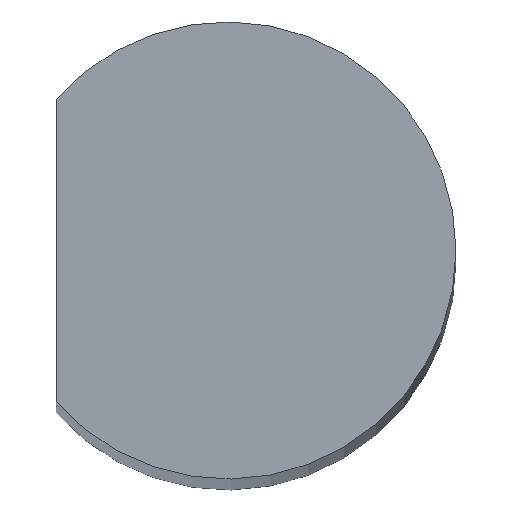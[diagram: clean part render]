
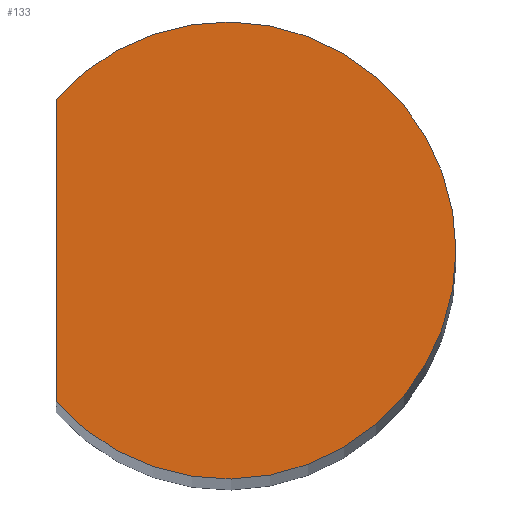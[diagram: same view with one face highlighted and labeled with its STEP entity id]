
A CAD part, top view. The second image highlights one B-rep face of the part: STEP entity #133.
In plain terms, the highlighted planar face has unit normal (0, 0, 1).
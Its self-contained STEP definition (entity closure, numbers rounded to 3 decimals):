
#63=CARTESIAN_POINT('Vertex',(-3.,2.646,110.)) ;
#77=CARTESIAN_POINT('Vertex',(-3.,-2.646,110.)) ;
#80=CARTESIAN_POINT('Line Origine',(-3.,0.,110.)) ;
#102=CARTESIAN_POINT('Axis2P3D Location',(0.,0.,110.)) ;
#124=CARTESIAN_POINT('Axis2P3D Location',(0.,0.,110.)) ;
#81=DIRECTION('Vector Direction',(0.,-1.,0.)) ;
#103=DIRECTION('Axis2P3D Direction',(0.,0.,1.)) ;
#125=DIRECTION('Axis2P3D Direction',(0.,0.,1.)) ;
#126=DIRECTION('Axis2P3D XDirection',(1.,0.,0.)) ;
#104=AXIS2_PLACEMENT_3D('Circle Axis2P3D',#102,#103,$) ;
#127=AXIS2_PLACEMENT_3D('Plane Axis2P3D',#124,#125,#126) ;
#130=ORIENTED_EDGE('',*,*,#84,.T.) ;
#131=ORIENTED_EDGE('',*,*,#106,.T.) ;
#82=VECTOR('Line Direction',#81,1.) ;
#133=ADVANCED_FACE('Corps principal',(#132),#128,.T.) ;
#105=CIRCLE('generated circle',#104,4.) ;
#84=EDGE_CURVE('',#64,#78,#83,.T.) ;
#106=EDGE_CURVE('',#78,#64,#105,.T.) ;
#129=EDGE_LOOP('',(#130,#131)) ;
#132=FACE_OUTER_BOUND('',#129,.T.) ;
#83=LINE('Line',#80,#82) ;
#128=PLANE('Plane',#127) ;
#64=VERTEX_POINT('',#63) ;
#78=VERTEX_POINT('',#77) ;
